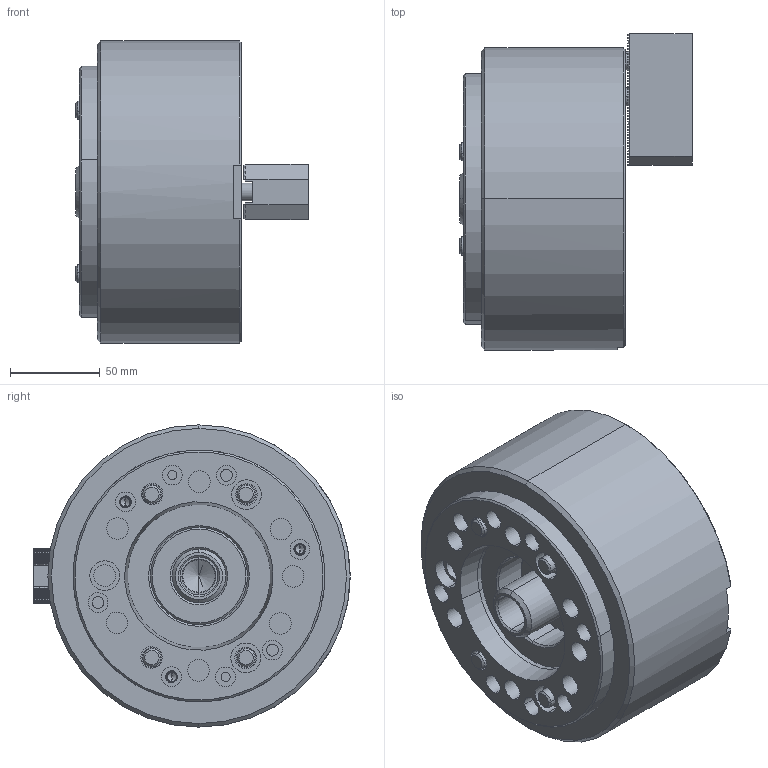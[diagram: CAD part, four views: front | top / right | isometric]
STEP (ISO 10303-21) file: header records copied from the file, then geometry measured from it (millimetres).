
FILE_DESCRIPTION (( 'STEP AP203' ), '1' );
FILE_NAME ('CF-1L-06A5.STEP', '2020-01-17T02:26:41', ( 'temp' ), ( '' ), 'SwSTEP 2.0', 'SolidWorks 2016', '' );
FILE_SCHEMA (( 'CONFIG_CONTROL_DESIGN' ));
Length unit declared in the file: millimetre
Products named in the file (12): CF-1L-06-13000; SJ-06; 半圓頭六角孔螺栓_M5x10; 圓頭內六角螺栓_M5x10; 圓頭內六角螺栓_M10x25; CF-1L-08-0100G; 圓頭內六角螺栓_M10x80; CF-1L-06-02000; 3H-06-11000-A5法蘭; CF-1L-06-08000; CF-1L-06A5; CF-1L-06-07000
Assembly tree (17 placements, depth 2):
  CF-1L-06A5
    CF-1L-08-0100G
    CF-1L-06-02000
    CF-1L-06-08000
    CF-1L-06-07000
    CF-1L-06-13000
    SJ-06
    半圓頭六角孔螺栓_M5x10  x3
    圓頭內六角螺栓_M5x10
    圓頭內六角螺栓_M10x25  x2
    圓頭內六角螺栓_M10x80  x4
    3H-06-11000-A5法蘭
Bounding box: 129.25 x 175.75 x 168 mm (x, y, z)
Volume: 1792150.5 mm3; surface area: 239175.3 mm2
Topology: 17 solids, 17 shells, 1101 faces, 2790 edges, 1760 vertices
Faces by surface type: plane 545, cylinder 398, cone 148, torus 10
Entity records: 30036 total; most frequent: CARTESIAN_POINT 5549, ORIENTED_EDGE 4796, DIRECTION 4792, EDGE_CURVE 2398, AXIS2_PLACEMENT_3D 1629, VERTEX_POINT 1562, VECTOR 1534, LINE 1534
